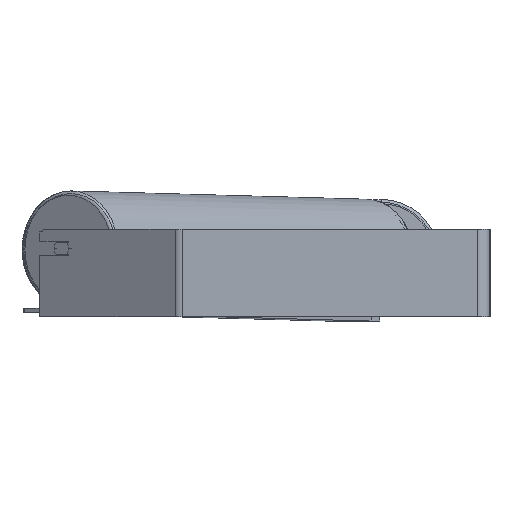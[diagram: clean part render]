
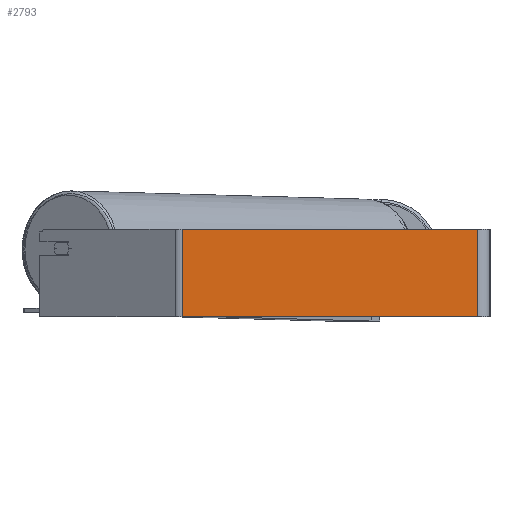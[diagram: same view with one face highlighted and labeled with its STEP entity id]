
A CAD part, left-side view. The second image highlights one B-rep face of the part: STEP entity #2793.
In plain terms, the highlighted planar face has unit normal (-1, 0, 0).
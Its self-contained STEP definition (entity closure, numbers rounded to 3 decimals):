
#29 = PLANE ( 'NONE',  #6395 ) ;
#469 = VECTOR ( 'NONE', #5298, 1000. ) ;
#626 = VERTEX_POINT ( 'NONE', #7253 ) ;
#748 = EDGE_CURVE ( 'NONE', #2150, #626, #938, .T. ) ;
#938 = LINE ( 'NONE', #2571, #5315 ) ;
#1602 = EDGE_CURVE ( 'NONE', #2243, #626, #7147, .T. ) ;
#1972 = EDGE_LOOP ( 'NONE', ( #7140, #4792, #2878, #4334 ) ) ;
#2150 = VERTEX_POINT ( 'NONE', #3736 ) ;
#2243 = VERTEX_POINT ( 'NONE', #2256 ) ;
#2256 = CARTESIAN_POINT ( 'NONE',  ( -945., 14., 50. ) ) ;
#2571 = CARTESIAN_POINT ( 'NONE',  ( -945., 357.495, -50. ) ) ;
#2598 = CARTESIAN_POINT ( 'NONE',  ( -945., 357.495, 50. ) ) ;
#2793 = ADVANCED_FACE ( 'NONE', ( #4342 ), #29, .F. ) ;
#2878 = ORIENTED_EDGE ( 'NONE', *, *, #5122, .F. ) ;
#3026 = DIRECTION ( 'NONE',  ( 0., 0., -1. ) ) ;
#3681 = DIRECTION ( 'NONE',  ( 0., 0., -1. ) ) ;
#3732 = LINE ( 'NONE', #7427, #9339 ) ;
#3736 = CARTESIAN_POINT ( 'NONE',  ( -945., 353.08, -50. ) ) ;
#4334 = ORIENTED_EDGE ( 'NONE', *, *, #8392, .T. ) ;
#4342 = FACE_OUTER_BOUND ( 'NONE', #1972, .T. ) ;
#4671 = CARTESIAN_POINT ( 'NONE',  ( -945., 353.08, 50. ) ) ;
#4792 = ORIENTED_EDGE ( 'NONE', *, *, #1602, .F. ) ;
#5122 = EDGE_CURVE ( 'NONE', #8481, #2243, #9086, .T. ) ;
#5258 = CARTESIAN_POINT ( 'NONE',  ( -945., 357.495, 50. ) ) ;
#5298 = DIRECTION ( 'NONE',  ( 0., 0., -1. ) ) ;
#5315 = VECTOR ( 'NONE', #9063, 1000. ) ;
#5819 = DIRECTION ( 'NONE',  ( 1., 0., 0. ) ) ;
#6395 = AXIS2_PLACEMENT_3D ( 'NONE', #5258, #5819, #3681 ) ;
#6739 = VECTOR ( 'NONE', #7572, 1000. ) ;
#7140 = ORIENTED_EDGE ( 'NONE', *, *, #748, .T. ) ;
#7147 = LINE ( 'NONE', #8142, #469 ) ;
#7253 = CARTESIAN_POINT ( 'NONE',  ( -945., 14., -50. ) ) ;
#7427 = CARTESIAN_POINT ( 'NONE',  ( -945., 353.08, 50. ) ) ;
#7572 = DIRECTION ( 'NONE',  ( 0., -1., 0. ) ) ;
#8142 = CARTESIAN_POINT ( 'NONE',  ( -945., 14., 50. ) ) ;
#8392 = EDGE_CURVE ( 'NONE', #8481, #2150, #3732, .T. ) ;
#8481 = VERTEX_POINT ( 'NONE', #4671 ) ;
#9063 = DIRECTION ( 'NONE',  ( 0., -1., 0. ) ) ;
#9086 = LINE ( 'NONE', #2598, #6739 ) ;
#9339 = VECTOR ( 'NONE', #3026, 1000. ) ;
